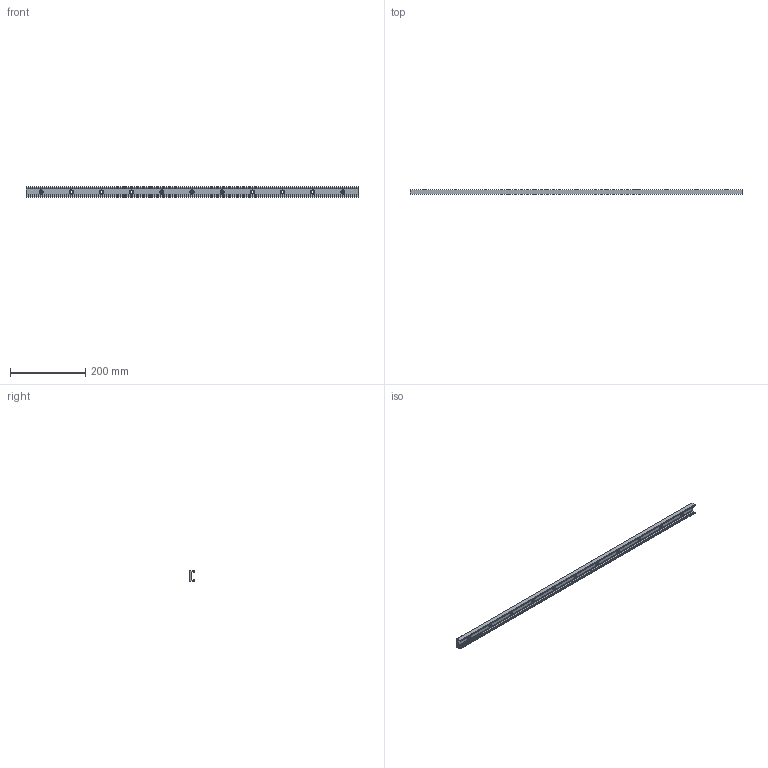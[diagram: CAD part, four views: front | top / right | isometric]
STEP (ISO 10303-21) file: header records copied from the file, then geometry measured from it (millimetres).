
FILE_DESCRIPTION((''),'2;1');
FILE_NAME('LCX 28H-0880.C.stp','2016-04-28T08:20:09',('MRathmann'),(''),'Autodesk Inventor 2012','Autodesk Inventor 2012','');
FILE_SCHEMA(('CONFIG_CONTROL_DESIGN'));
Length unit declared in the file: millimetre
Products named in the file (1): LCX 28H-0880.C
Bounding box: 880 x 12.3 x 28 mm (x, y, z)
Volume: 142287.3 mm3; surface area: 85508.4 mm2
Topology: 1 solids, 1 shells, 57 faces, 143 edges, 99 vertices
Faces by surface type: cylinder 33, plane 24
Full cylindrical faces by diameter (mm): 6.4 x11, 11 x11
Entity records: 1612 total; most frequent: DIRECTION 292, CARTESIAN_POINT 256, ORIENTED_EDGE 220, AXIS2_PLACEMENT_3D 124, EDGE_LOOP 112, EDGE_CURVE 110, VERTEX_POINT 88, CIRCLE 66
